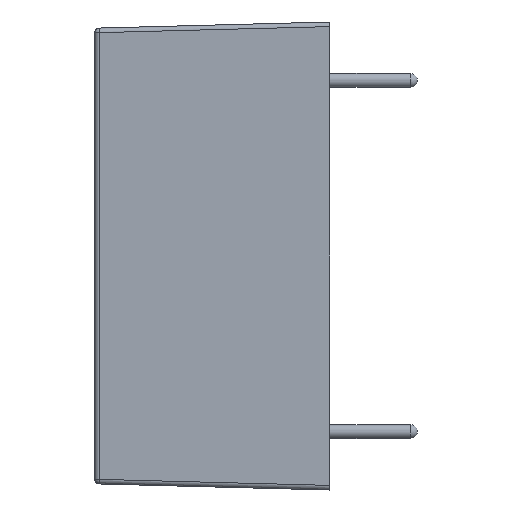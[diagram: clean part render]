
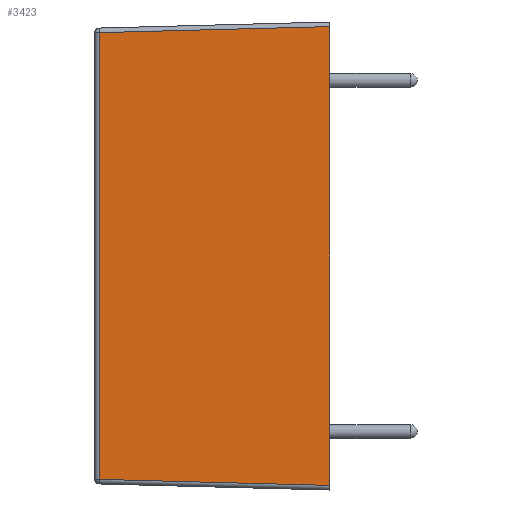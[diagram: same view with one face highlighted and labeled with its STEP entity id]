
A CAD part, left-side view. The second image highlights one B-rep face of the part: STEP entity #3423.
In plain terms, the highlighted planar face has unit normal (-1, 0.026, 0).
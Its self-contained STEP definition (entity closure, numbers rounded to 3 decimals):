
#135 = CARTESIAN_POINT ( 'NONE',  ( -15.638, 10.005, -9.688 ) ) ;
#150 = CARTESIAN_POINT ( 'NONE',  ( -15.886, 0.526, 9.936 ) ) ;
#155 = ORIENTED_EDGE ( 'NONE', *, *, #947, .T. ) ;
#252 = EDGE_LOOP ( 'NONE', ( #2576, #1238, #155, #269 ) ) ;
#269 = ORIENTED_EDGE ( 'NONE', *, *, #3584, .T. ) ;
#367 = VECTOR ( 'NONE', #1772, 1000. ) ;
#369 = VECTOR ( 'NONE', #1494, 1000. ) ;
#436 = DIRECTION ( 'NONE',  ( 0.026, 0.999, -0.026 ) ) ;
#639 = FACE_OUTER_BOUND ( 'NONE', #252, .T. ) ;
#704 = CARTESIAN_POINT ( 'NONE',  ( -15.9, 0., -10.15 ) ) ;
#871 = LINE ( 'NONE', #704, #1611 ) ;
#873 = LINE ( 'NONE', #150, #2976 ) ;
#947 = EDGE_CURVE ( 'NONE', #2877, #2293, #871, .T. ) ;
#1145 = LINE ( 'NONE', #1478, #367 ) ;
#1238 = ORIENTED_EDGE ( 'NONE', *, *, #2233, .T. ) ;
#1478 = CARTESIAN_POINT ( 'NONE',  ( -15.9, -0.005, -9.95 ) ) ;
#1494 = DIRECTION ( 'NONE',  ( 0., 0., -1. ) ) ;
#1523 = DIRECTION ( 'NONE',  ( -0.026, -1., 0. ) ) ;
#1611 = VECTOR ( 'NONE', #2118, 1000. ) ;
#1685 = AXIS2_PLACEMENT_3D ( 'NONE', #2884, #3160, #1523 ) ;
#1772 = DIRECTION ( 'NONE',  ( -0.026, -0.999, -0.026 ) ) ;
#1786 = CARTESIAN_POINT ( 'NONE',  ( -15.638, 10.005, 9.688 ) ) ;
#1789 = CARTESIAN_POINT ( 'NONE',  ( -15.9, 0., 9.95 ) ) ;
#1805 = VERTEX_POINT ( 'NONE', #135 ) ;
#1984 = LINE ( 'NONE', #3116, #369 ) ;
#2118 = DIRECTION ( 'NONE',  ( 0., 0., 1. ) ) ;
#2233 = EDGE_CURVE ( 'NONE', #1805, #2877, #1145, .T. ) ;
#2293 = VERTEX_POINT ( 'NONE', #1789 ) ;
#2340 = PLANE ( 'NONE',  #1685 ) ;
#2576 = ORIENTED_EDGE ( 'NONE', *, *, #2771, .T. ) ;
#2771 = EDGE_CURVE ( 'NONE', #2811, #1805, #1984, .T. ) ;
#2811 = VERTEX_POINT ( 'NONE', #1786 ) ;
#2877 = VERTEX_POINT ( 'NONE', #2919 ) ;
#2884 = CARTESIAN_POINT ( 'NONE',  ( -15.9, 0., -10.15 ) ) ;
#2919 = CARTESIAN_POINT ( 'NONE',  ( -15.9, 0., -9.95 ) ) ;
#2976 = VECTOR ( 'NONE', #436, 1000. ) ;
#3116 = CARTESIAN_POINT ( 'NONE',  ( -15.638, 10.005, -9.883 ) ) ;
#3160 = DIRECTION ( 'NONE',  ( -1., 0.026, 0. ) ) ;
#3423 = ADVANCED_FACE ( 'NONE', ( #639 ), #2340, .T. ) ;
#3584 = EDGE_CURVE ( 'NONE', #2293, #2811, #873, .T. ) ;
